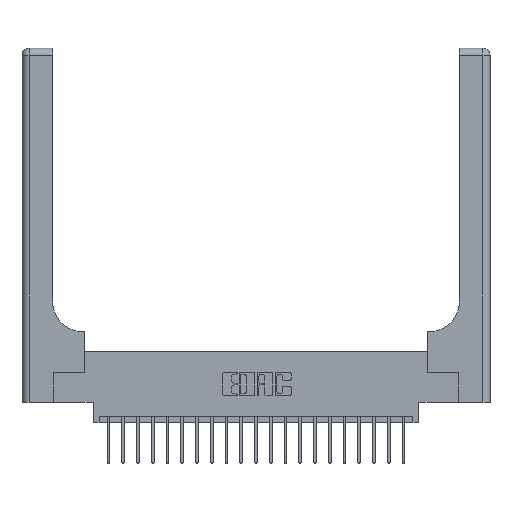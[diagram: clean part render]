
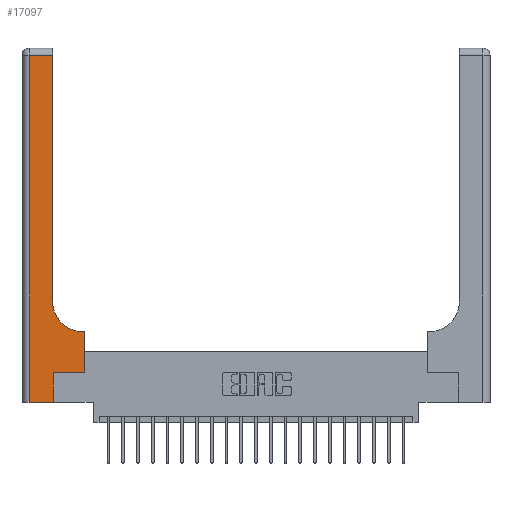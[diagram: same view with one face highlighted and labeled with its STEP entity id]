
A CAD part, top view. The second image highlights one B-rep face of the part: STEP entity #17097.
In plain terms, the highlighted planar face has unit normal (0, 0, 1).
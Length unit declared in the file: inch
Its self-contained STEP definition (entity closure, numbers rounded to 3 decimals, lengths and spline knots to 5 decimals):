
#126 = EDGE_CURVE ( 'NONE', #2935, #775, #20489, .T. ) ;
#152 = VERTEX_POINT ( 'NONE', #6814 ) ;
#642 = CARTESIAN_POINT ( 'NONE',  ( 0.06, 2.94, 0.37 ) ) ;
#758 = VECTOR ( 'NONE', #5548, 39.37008 ) ;
#775 = VERTEX_POINT ( 'NONE', #14017 ) ;
#1090 = DIRECTION ( 'NONE',  ( 0., 0., -1. ) ) ;
#1183 = VERTEX_POINT ( 'NONE', #642 ) ;
#1187 = ORIENTED_EDGE ( 'NONE', *, *, #8276, .T. ) ;
#2297 = CIRCLE ( 'NONE', #5748, 0.25 ) ;
#2358 = ORIENTED_EDGE ( 'NONE', *, *, #126, .T. ) ;
#2471 = LINE ( 'NONE', #21831, #10943 ) ;
#2560 = VERTEX_POINT ( 'NONE', #21683 ) ;
#2647 = EDGE_CURVE ( 'NONE', #18653, #2560, #2471, .T. ) ;
#2888 = ORIENTED_EDGE ( 'NONE', *, *, #21839, .T. ) ;
#2935 = VERTEX_POINT ( 'NONE', #12413 ) ;
#3415 = VECTOR ( 'NONE', #19303, 39.37008 ) ;
#3488 = EDGE_LOOP ( 'NONE', ( #15694, #1187, #16207, #20981, #10971, #12857, #11892, #2358, #2888 ) ) ;
#3560 = EDGE_CURVE ( 'NONE', #9057, #18653, #17216, .T. ) ;
#3636 = VECTOR ( 'NONE', #7101, 39.37008 ) ;
#3845 = CARTESIAN_POINT ( 'NONE',  ( 0.26, 3., 0.37 ) ) ;
#4525 = DIRECTION ( 'NONE',  ( -1., 0., 0. ) ) ;
#5548 = DIRECTION ( 'NONE',  ( 0., 1., 0. ) ) ;
#5748 = AXIS2_PLACEMENT_3D ( 'NONE', #17842, #7771, #19561 ) ;
#6569 = DIRECTION ( 'NONE',  ( 1., 0., 0. ) ) ;
#6767 = CARTESIAN_POINT ( 'NONE',  ( 0.26, 0.6, 0.37 ) ) ;
#6814 = CARTESIAN_POINT ( 'NONE',  ( 0.26, 2.94, 0.37 ) ) ;
#7101 = DIRECTION ( 'NONE',  ( -1., 0., 0. ) ) ;
#7771 = DIRECTION ( 'NONE',  ( 0., 0., -1. ) ) ;
#8276 = EDGE_CURVE ( 'NONE', #152, #1183, #18459, .T. ) ;
#8782 = FACE_OUTER_BOUND ( 'NONE', #3488, .T. ) ;
#8806 = VECTOR ( 'NONE', #20919, 39.37008 ) ;
#8853 = EDGE_CURVE ( 'NONE', #1183, #9057, #17380, .T. ) ;
#9057 = VERTEX_POINT ( 'NONE', #16400 ) ;
#9784 = LINE ( 'NONE', #3845, #758 ) ;
#10867 = CARTESIAN_POINT ( 'NONE',  ( 0., 0., 0.37 ) ) ;
#10940 = LINE ( 'NONE', #11850, #18796 ) ;
#10943 = VECTOR ( 'NONE', #18365, 39.37008 ) ;
#10971 = ORIENTED_EDGE ( 'NONE', *, *, #2647, .T. ) ;
#11230 = CARTESIAN_POINT ( 'NONE',  ( 0., 3., 0.37 ) ) ;
#11850 = CARTESIAN_POINT ( 'NONE',  ( 0.528, 0.25, 0.37 ) ) ;
#11892 = ORIENTED_EDGE ( 'NONE', *, *, #17966, .T. ) ;
#12413 = CARTESIAN_POINT ( 'NONE',  ( 0.528, 0.6, 0.37 ) ) ;
#12598 = VERTEX_POINT ( 'NONE', #16437 ) ;
#12838 = CARTESIAN_POINT ( 'NONE',  ( 0., 2.94, 0.37 ) ) ;
#12857 = ORIENTED_EDGE ( 'NONE', *, *, #15337, .T. ) ;
#12896 = DIRECTION ( 'NONE',  ( -1., 0., 0. ) ) ;
#13247 = VERTEX_POINT ( 'NONE', #16408 ) ;
#13450 = AXIS2_PLACEMENT_3D ( 'NONE', #11230, #1090, #12896 ) ;
#13523 = DIRECTION ( 'NONE',  ( 0., 1., 0. ) ) ;
#13809 = LINE ( 'NONE', #14970, #18820 ) ;
#13980 = VECTOR ( 'NONE', #4525, 39.37008 ) ;
#14017 = CARTESIAN_POINT ( 'NONE',  ( 0.51, 0.6, 0.37 ) ) ;
#14970 = CARTESIAN_POINT ( 'NONE',  ( 0.265, 0.25, 0.37 ) ) ;
#15337 = EDGE_CURVE ( 'NONE', #2560, #13247, #13809, .T. ) ;
#15682 = CARTESIAN_POINT ( 'NONE',  ( 0.265, 0., 0.37 ) ) ;
#15694 = ORIENTED_EDGE ( 'NONE', *, *, #19945, .T. ) ;
#16207 = ORIENTED_EDGE ( 'NONE', *, *, #8853, .T. ) ;
#16400 = CARTESIAN_POINT ( 'NONE',  ( 0.06, 0., 0.37 ) ) ;
#16408 = CARTESIAN_POINT ( 'NONE',  ( 0.528, 0.25, 0.37 ) ) ;
#16437 = CARTESIAN_POINT ( 'NONE',  ( 0.26, 0.85, 0.37 ) ) ;
#17097 = ADVANCED_FACE ( 'NONE', ( #8782 ), #17825, .F. ) ;
#17216 = LINE ( 'NONE', #10867, #8806 ) ;
#17380 = LINE ( 'NONE', #20993, #3415 ) ;
#17825 = PLANE ( 'NONE',  #13450 ) ;
#17842 = CARTESIAN_POINT ( 'NONE',  ( 0.51, 0.85, 0.37 ) ) ;
#17966 = EDGE_CURVE ( 'NONE', #13247, #2935, #10940, .T. ) ;
#18365 = DIRECTION ( 'NONE',  ( 0., 1., 0. ) ) ;
#18459 = LINE ( 'NONE', #12838, #13980 ) ;
#18653 = VERTEX_POINT ( 'NONE', #15682 ) ;
#18796 = VECTOR ( 'NONE', #13523, 39.37008 ) ;
#18820 = VECTOR ( 'NONE', #6569, 39.37008 ) ;
#19303 = DIRECTION ( 'NONE',  ( 0., -1., 0. ) ) ;
#19561 = DIRECTION ( 'NONE',  ( 1., 0., 0. ) ) ;
#19945 = EDGE_CURVE ( 'NONE', #12598, #152, #9784, .T. ) ;
#20489 = LINE ( 'NONE', #6767, #3636 ) ;
#20919 = DIRECTION ( 'NONE',  ( 1., 0., 0. ) ) ;
#20981 = ORIENTED_EDGE ( 'NONE', *, *, #3560, .T. ) ;
#20993 = CARTESIAN_POINT ( 'NONE',  ( 0.06, 3., 0.37 ) ) ;
#21683 = CARTESIAN_POINT ( 'NONE',  ( 0.265, 0.25, 0.37 ) ) ;
#21831 = CARTESIAN_POINT ( 'NONE',  ( 0.265, 0., 0.37 ) ) ;
#21839 = EDGE_CURVE ( 'NONE', #775, #12598, #2297, .T. ) ;
